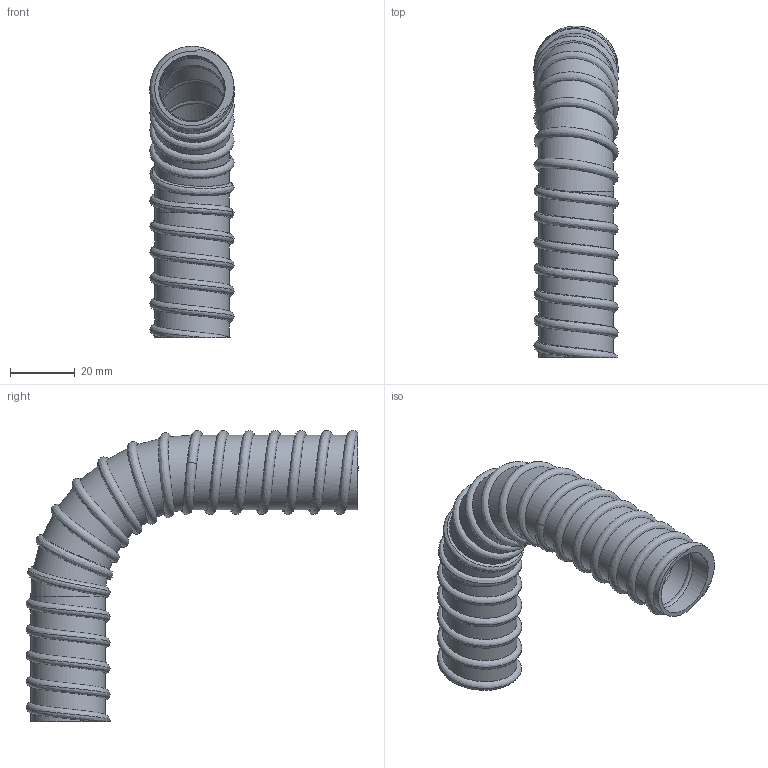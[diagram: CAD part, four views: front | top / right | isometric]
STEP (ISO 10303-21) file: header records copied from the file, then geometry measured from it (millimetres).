
FILE_DESCRIPTION(/* description */ (''),/* implementation_level */ '2;1');
FILE_NAME(/* name */ 'Spiralschlauch-WH.stp',/* time_stamp */ '2013-09-16T14:24:34+02:00',/* author */ ('Walter'),/* organization */ (''),/* preprocessor_version */ 'ST-DEVELOPER v15.2',/* originating_system */ 'Autodesk Inventor 2014',/* authorisation */ '');
FILE_SCHEMA (('AUTOMOTIVE_DESIGN { 1 0 10303 214 3 1 1 }'));
Length unit declared in the file: millimetre
Products named in the file (1): Spiralschlauch-WH
Bounding box: 26 x 102.49 x 89.89 mm (x, y, z)
Volume: 18232.7 mm3; surface area: 23688.5 mm2
Topology: 1 solids, 1 shells, 21 faces, 56 edges, 37 vertices
Faces by surface type: bspline 11, cylinder 4, plane 4, torus 2
Entity records: 7932 total; most frequent: CARTESIAN_POINT 7464, ORIENTED_EDGE 112, DIRECTION 62, EDGE_CURVE 56, VERTEX_POINT 37, B_SPLINE_CURVE_WITH_KNOTS 35, AXIS2_PLACEMENT_3D 30, EDGE_LOOP 23
